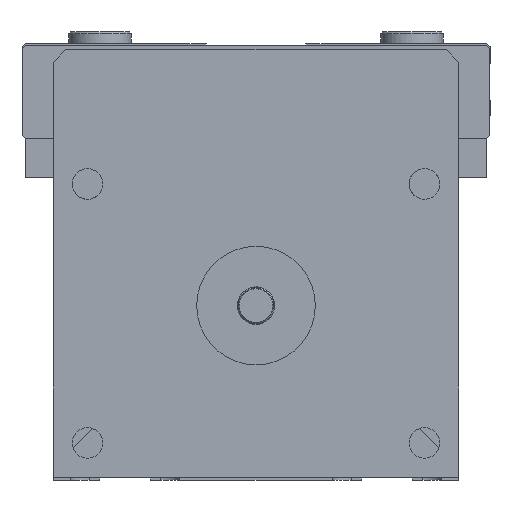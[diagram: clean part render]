
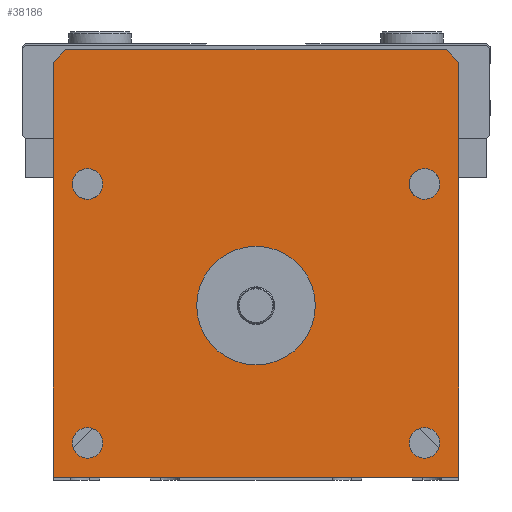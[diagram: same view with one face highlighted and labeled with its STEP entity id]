
A CAD part, left-side view. The second image highlights one B-rep face of the part: STEP entity #38186.
In plain terms, the highlighted face is planar.
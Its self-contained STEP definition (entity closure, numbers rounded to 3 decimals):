
#37685=CARTESIAN_POINT('',(480.,-32.5,0.5));
#37686=VERTEX_POINT('',#37685);
#37693=CARTESIAN_POINT('',(480.,-32.5,67.));
#37694=VERTEX_POINT('',#37693);
#37695=CARTESIAN_POINT('',(480.,-32.5,67.));
#37696=DIRECTION('',(0.0,0.0,-1.0));
#37697=VECTOR('',#37696,66.5);
#37698=LINE('',#37695,#37697);
#37699=EDGE_CURVE('',#37694,#37686,#37698,.T.);
#37725=CARTESIAN_POINT('',(480.,32.5,67.));
#37726=VERTEX_POINT('',#37725);
#37733=CARTESIAN_POINT('',(480.,32.5,0.5));
#37734=VERTEX_POINT('',#37733);
#37735=CARTESIAN_POINT('',(480.,32.5,0.5));
#37736=DIRECTION('',(0.0,0.0,1.0));
#37737=VECTOR('',#37736,66.5);
#37738=LINE('',#37735,#37737);
#37739=EDGE_CURVE('',#37734,#37726,#37738,.T.);
#37909=CARTESIAN_POINT('',(480.,-32.5,0.5));
#37910=DIRECTION('',(0.0,1.0,0.0));
#37911=VECTOR('',#37910,65.0);
#37912=LINE('',#37909,#37911);
#37913=EDGE_CURVE('',#37686,#37734,#37912,.T.);
#37940=CARTESIAN_POINT('',(480.,-30.5,69.));
#37941=VERTEX_POINT('',#37940);
#37942=CARTESIAN_POINT('',(480.,-30.5,69.));
#37943=DIRECTION('',(0.0,-0.707,-0.707));
#37944=VECTOR('',#37943,2.828);
#37945=LINE('',#37942,#37944);
#37946=EDGE_CURVE('',#37941,#37694,#37945,.T.);
#37971=CARTESIAN_POINT('',(480.,30.5,69.));
#37972=VERTEX_POINT('',#37971);
#37973=CARTESIAN_POINT('',(480.,30.5,69.));
#37974=DIRECTION('',(0.0,-1.0,0.0));
#37975=VECTOR('',#37974,61.);
#37976=LINE('',#37973,#37975);
#37977=EDGE_CURVE('',#37972,#37941,#37976,.T.);
#38000=CARTESIAN_POINT('',(480.,32.5,67.));
#38001=DIRECTION('',(0.0,-0.707,0.707));
#38002=VECTOR('',#38001,2.828);
#38003=LINE('',#38000,#38002);
#38004=EDGE_CURVE('',#37726,#37972,#38003,.T.);
#38026=CARTESIAN_POINT('',(480.,29.459,47.5));
#38027=VERTEX_POINT('',#38026);
#38028=CARTESIAN_POINT('',(480.,27.0,47.5));
#38029=DIRECTION('',(-1.0,0.0,0.0));
#38030=DIRECTION('',(0.0,-1.0,0.0));
#38031=AXIS2_PLACEMENT_3D('',#38028,#38029,#38030);
#38032=CIRCLE('',#38031,2.459);
#38033=EDGE_CURVE('',#38027,#38027,#38032,.T.);
#38054=CARTESIAN_POINT('',(480.,-24.542,47.5));
#38055=VERTEX_POINT('',#38054);
#38056=CARTESIAN_POINT('',(480.,-27.0,47.5));
#38057=DIRECTION('',(-1.0,0.0,0.0));
#38058=DIRECTION('',(0.0,-1.0,0.0));
#38059=AXIS2_PLACEMENT_3D('',#38056,#38057,#38058);
#38060=CIRCLE('',#38059,2.459);
#38061=EDGE_CURVE('',#38055,#38055,#38060,.T.);
#38110=CARTESIAN_POINT('',(480.,-24.542,6.));
#38111=VERTEX_POINT('',#38110);
#38112=CARTESIAN_POINT('',(480.,-27.0,6.));
#38113=DIRECTION('',(-1.0,0.0,0.0));
#38114=DIRECTION('',(0.0,-1.0,0.0));
#38115=AXIS2_PLACEMENT_3D('',#38112,#38113,#38114);
#38116=CIRCLE('',#38115,2.459);
#38117=EDGE_CURVE('',#38111,#38111,#38116,.T.);
#38138=CARTESIAN_POINT('',(480.,29.459,6.));
#38139=VERTEX_POINT('',#38138);
#38140=CARTESIAN_POINT('',(480.,27.0,6.));
#38141=DIRECTION('',(-1.0,0.0,0.0));
#38142=DIRECTION('',(0.0,-1.0,0.0));
#38143=AXIS2_PLACEMENT_3D('',#38140,#38141,#38142);
#38144=CIRCLE('',#38143,2.459);
#38145=EDGE_CURVE('',#38139,#38139,#38144,.T.);
#38150=CARTESIAN_POINT('',(480.,0.,34.441));
#38151=DIRECTION('',(1.0,0.0,0.0));
#38152=DIRECTION('',(0.0,0.0,1.0));
#38153=AXIS2_PLACEMENT_3D('',#38150,#38151,#38152);
#38154=PLANE('',#38153);
#38155=ORIENTED_EDGE('',*,*,#37739,.T.);
#38156=ORIENTED_EDGE('',*,*,#38004,.T.);
#38157=ORIENTED_EDGE('',*,*,#37977,.T.);
#38158=ORIENTED_EDGE('',*,*,#37946,.T.);
#38159=ORIENTED_EDGE('',*,*,#37699,.T.);
#38160=ORIENTED_EDGE('',*,*,#37913,.T.);
#38161=EDGE_LOOP('',(#38155,#38156,#38157,#38158,#38159,#38160));
#38162=FACE_OUTER_BOUND('',#38161,.T.);
#38163=ORIENTED_EDGE('',*,*,#38145,.T.);
#38164=EDGE_LOOP('',(#38163));
#38165=FACE_BOUND('',#38164,.T.);
#38166=ORIENTED_EDGE('',*,*,#38117,.T.);
#38167=EDGE_LOOP('',(#38166));
#38168=FACE_BOUND('',#38167,.T.);
#38169=ORIENTED_EDGE('',*,*,#38061,.T.);
#38170=EDGE_LOOP('',(#38169));
#38171=FACE_BOUND('',#38170,.T.);
#38172=CARTESIAN_POINT('',(480.,0.,37.5));
#38173=VERTEX_POINT('',#38172);
#38174=CARTESIAN_POINT('',(480.,0.,28.));
#38175=DIRECTION('',(-1.0,0.0,0.0));
#38176=DIRECTION('',(0.0,0.0,1.0));
#38177=AXIS2_PLACEMENT_3D('',#38174,#38175,#38176);
#38178=CIRCLE('',#38177,9.5);
#38179=EDGE_CURVE('',#38173,#38173,#38178,.T.);
#38180=ORIENTED_EDGE('',*,*,#38179,.T.);
#38181=EDGE_LOOP('',(#38180));
#38182=FACE_BOUND('',#38181,.T.);
#38183=ORIENTED_EDGE('',*,*,#38033,.T.);
#38184=EDGE_LOOP('',(#38183));
#38185=FACE_BOUND('',#38184,.T.);
#38186=ADVANCED_FACE('',(#38162,#38165,#38168,#38171,#38182,#38185),#38154,.T.);
